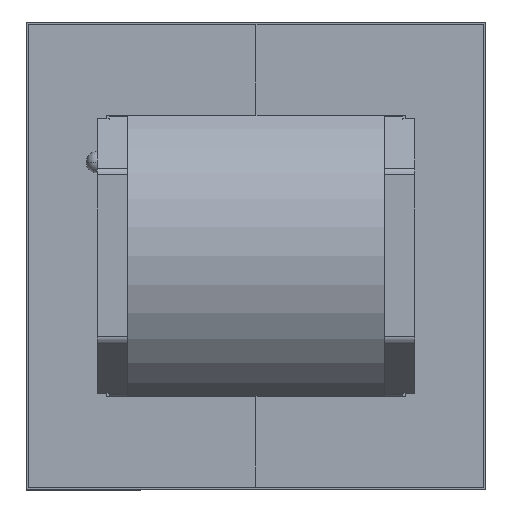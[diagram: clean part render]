
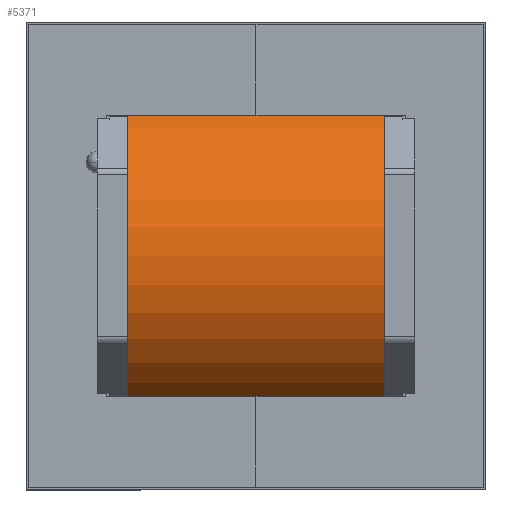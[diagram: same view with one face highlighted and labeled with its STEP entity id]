
A CAD part, top view. The second image highlights one B-rep face of the part: STEP entity #5371.
In plain terms, the highlighted cylindrical face has radius 10.445 mm (diameter 20.89 mm), a partial arc.
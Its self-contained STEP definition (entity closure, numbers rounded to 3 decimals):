
#110=CYLINDRICAL_SURFACE('',#7859,10.445);
#274=CIRCLE('',#7851,10.445);
#277=CIRCLE('',#7855,10.445);
#700=ORIENTED_EDGE('',*,*,#2227,.T.);
#701=ORIENTED_EDGE('',*,*,#2230,.T.);
#702=ORIENTED_EDGE('',*,*,#2224,.F.);
#703=ORIENTED_EDGE('',*,*,#2231,.F.);
#2224=EDGE_CURVE('',#3006,#3007,#274,.T.);
#2227=EDGE_CURVE('',#3008,#3009,#277,.T.);
#2230=EDGE_CURVE('',#3009,#3007,#3512,.T.);
#2231=EDGE_CURVE('',#3008,#3006,#3513,.T.);
#3006=VERTEX_POINT('',#10291);
#3007=VERTEX_POINT('',#10292);
#3008=VERTEX_POINT('',#10297);
#3009=VERTEX_POINT('',#10298);
#3512=LINE('',#10302,#4024);
#3513=LINE('',#10303,#4025);
#4024=VECTOR('',#8593,1000.);
#4025=VECTOR('',#8594,1000.);
#4512=EDGE_LOOP('',(#700,#701,#702,#703));
#4872=FACE_BOUND('',#4512,.T.);
#5371=ADVANCED_FACE('',(#4872),#110,.T.);
#7851=AXIS2_PLACEMENT_3D('',#10290,#8577,#8578);
#7855=AXIS2_PLACEMENT_3D('',#10296,#8585,#8586);
#7859=AXIS2_PLACEMENT_3D('',#10304,#8595,#8596);
#8577=DIRECTION('',(-1.,0.,0.));
#8578=DIRECTION('',(0.,0.,1.));
#8585=DIRECTION('',(-1.,0.,0.));
#8586=DIRECTION('',(0.,0.,1.));
#8593=DIRECTION('',(-1.,0.,0.));
#8594=DIRECTION('',(-1.,0.,0.));
#8595=DIRECTION('',(-1.,0.,0.));
#8596=DIRECTION('',(0.,0.,1.));
#10290=CARTESIAN_POINT('',(-23.6,13.005,-15.5));
#10291=CARTESIAN_POINT('',(-23.6,13.005,-5.055));
#10292=CARTESIAN_POINT('',(-23.6,13.005,-25.945));
#10296=CARTESIAN_POINT('',(-7.4,13.005,-15.5));
#10297=CARTESIAN_POINT('',(-7.4,13.005,-5.055));
#10298=CARTESIAN_POINT('',(-7.4,13.005,-25.945));
#10302=CARTESIAN_POINT('',(-7.4,13.005,-25.945));
#10303=CARTESIAN_POINT('',(-7.4,13.005,-5.055));
#10304=CARTESIAN_POINT('',(-7.4,13.005,-15.5));
